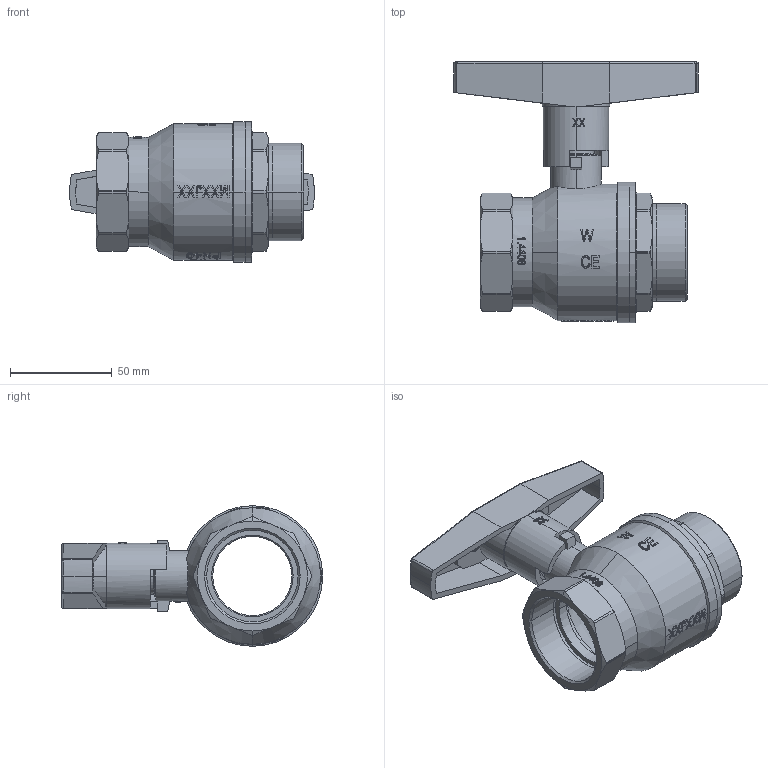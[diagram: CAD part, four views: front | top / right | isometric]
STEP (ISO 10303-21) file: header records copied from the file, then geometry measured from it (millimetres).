
FILE_DESCRIPTION(('OneSpaceDesigner STEP Export'),'2;1');
FILE_NAME('9381-1_1_2-STEP-KUNDE.stp','2013-03-14T15:24:20',(''),(''),'OneSpace Designer STEP processor for AP214 (Solid Model)','OneSpace Modeling 15.50D 18-Apr-2008 (C) CoCreate Software GmbH','');
FILE_SCHEMA(('AUTOMOTIVE_DESIGN { 1 0 10303 214 1 1 1 1 }'));
Length unit declared in the file: millimetre
Products named in the file (9): Abdeckkappe-3_8-1_1_2.1; Einschraubteil-1_1_2; Körper-1-1_2; Stopfbuchse-1-1_4_-_2; T-Griff-Al-1_1_4-1_1_2-a
Assembly tree (4 placements, depth 2):
  Abdeckkappe-3_8-1_1_2.1
    Abdeckkappe-3_8-1_1_2.1
  Einschraubteil-1_1_2
  Körper-1-1_2
    Körper-1-1_2
  Stopfbuchse-1-1_4_-_2
    Stopfbuchse-1-1_4_-_2
  T-Griff-Al-1_1_4-1_1_2-a
    T-Griff-Al-1_1_4-1_1_2-a
Bounding box: 120 x 128.2 x 69 mm (x, y, z)
Volume: 136084.5 mm3; surface area: 74871.3 mm2
Topology: 5 solids, 5 shells, 1503 faces, 4195 edges, 2765 vertices
Faces by surface type: plane 1222, cylinder 183, cone 84, torus 10, sphere 4
Entity records: 49207 total; most frequent: CARTESIAN_POINT 8848, ORIENTED_EDGE 8382, DIRECTION 8015, EDGE_CURVE 4191, AXIS2_PLACEMENT_3D 2783, VERTEX_POINT 2765, VECTOR 2449, LINE 2449
